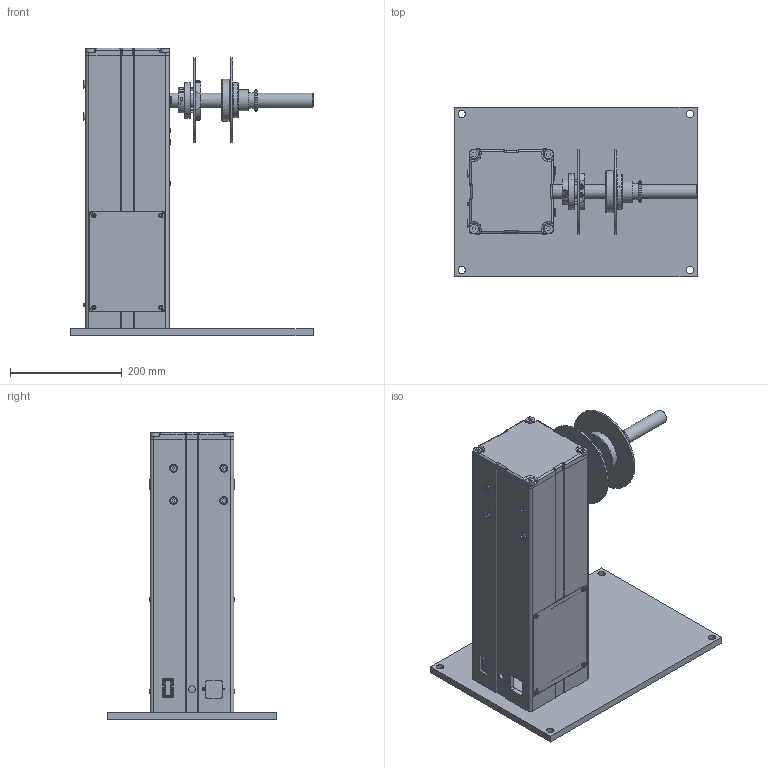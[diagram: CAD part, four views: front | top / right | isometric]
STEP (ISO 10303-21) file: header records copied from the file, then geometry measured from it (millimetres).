
FILE_DESCRIPTION(/* description */ (''),/* implementation_level */ '2;1');
FILE_NAME(/* name */ 'UB BREAK.stp',/* time_stamp */ '2018-01-18T15:12:49-05:00',/* author */ ('ppanana'),/* organization */ (''),/* preprocessor_version */ 'ST-DEVELOPER v16.1',/* originating_system */ 'Autodesk Inventor 2016',/* authorisation */ '');
FILE_SCHEMA (('CONFIG_CONTROL_DESIGN'));
Length unit declared in the file: inch
Products named in the file (1): UB BREAK SOLID MODEL
Bounding box: 435.1 x 304.8 x 515.4 mm (x, y, z)
Surface area: 1382856.5 mm2 (no closed solid volume)
Topology: 0 solids, 75 shells, 1446 faces, 3411 edges, 2236 vertices
Faces by surface type: plane 873, cylinder 440, cone 56, bspline 40, torus 37
Full cylindrical faces by diameter (mm): 2.459 x2, 3 x1, 3.242 x31, 3.5 x1, 4 x25, 4.134 x3, 4.5 x28, 5 x8, 5.5 x1, 5.6 x4, 6 x1, 6.647 x10, 7 x8, 7.6 x17, 7.9 x4, 8 x6, 8.25 x7, 9 x8, 9.5 x2, 10 x10, 10.5 x1, 11 x11, 12 x1, 12.7 x2, 13 x4, 14 x6, 15 x1, 16 x4, 18 x4, 19 x1
Entity records: 41374 total; most frequent: CARTESIAN_POINT 7425, DIRECTION 6624, ORIENTED_EDGE 6012, EDGE_CURVE 3006, AXIS2_PLACEMENT_3D 2309, VERTEX_POINT 2143, EDGE_LOOP 2123, LINE 2006
